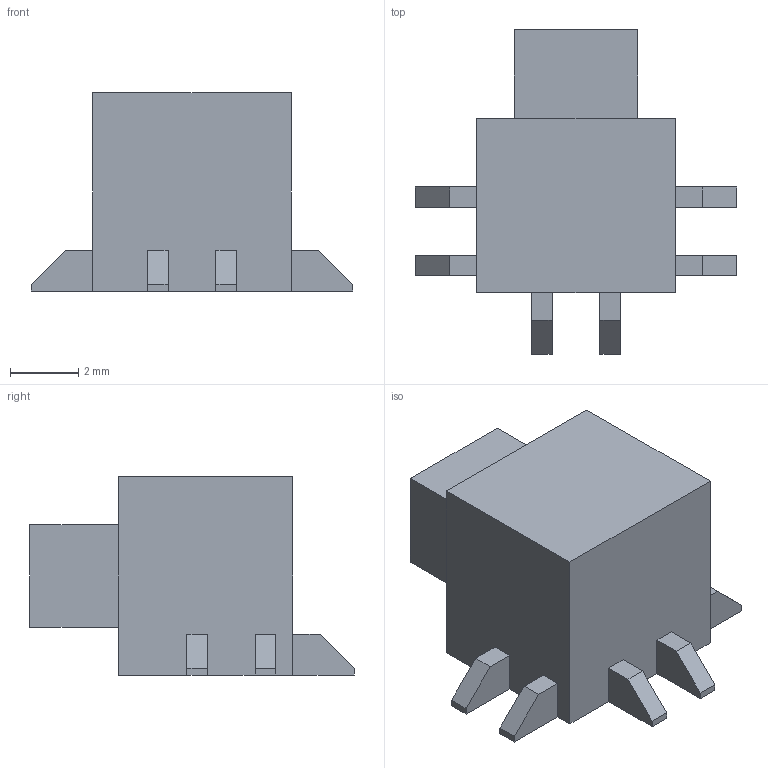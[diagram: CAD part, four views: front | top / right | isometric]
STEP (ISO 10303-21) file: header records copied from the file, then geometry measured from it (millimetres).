
FILE_DESCRIPTION(/* description */ ('STEP AP203'),/* implementation_level */ '2;1');
FILE_NAME(/* name */ '65d519788b82d112fc7edb40',/* time_stamp */ '2024-02-20T21:28:24Z',/* author */ (''),/* organization */ (''),/* preprocessor_version */ 'ST-DEVELOPER v19.4',/* originating_system */ ' ',/* authorisation */ ' ');
FILE_SCHEMA (('CONFIG_CONTROL_DESIGN'));
Length unit declared in the file: metre
Products named in the file (1): Part 1
Bounding box: 9.4 x 9.5 x 5.8 mm (x, y, z)
Volume: 205.6 mm3; surface area: 250.7 mm2
Topology: 1 solids, 1 shells, 41 faces, 114 edges, 76 vertices
Faces by surface type: plane 41
Entity records: 1354 total; most frequent: CARTESIAN_POINT 232, ORIENTED_EDGE 228, DIRECTION 198, EDGE_CURVE 114, LINE 114, VECTOR 114, VERTEX_POINT 76, EDGE_LOOP 42
